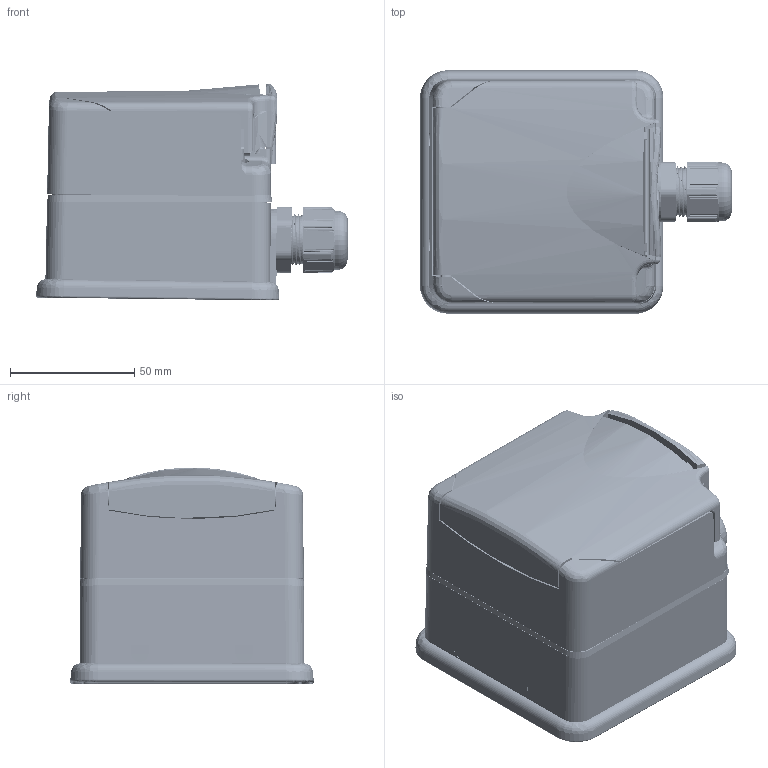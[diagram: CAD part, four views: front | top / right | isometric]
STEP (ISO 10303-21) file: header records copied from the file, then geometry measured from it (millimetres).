
FILE_DESCRIPTION(('CATIA V5 STEP Exchange','CAx-IF Rec.Pracs.--- Model Styling and Organization---1.5--- 2016-08-15','CAx-IF Rec.Pracs.---Supplemental Geometry---1.0---2011-11-01','CAx-IF Rec.Pracs.--- Composite Materials ---1.1---2010-07-15'),'2;1');
FILE_NAME('090472.stp','2022-07-01T06:17:45+00:00',('none'),('none'),'CATIA Version 5-6 Release 2020 SP3','CATIA V5 STEP AP214 v2','none');
FILE_SCHEMA(('AUTOMOTIVE_DESIGN { 1 0 10303 214 1 1 1 1 }'));
Length unit declared in the file: millimetre
Products named in the file (1): 090472
Bounding box: 125.53 x 97.94 x 87.29 mm (x, y, z)
Volume: 232877.4 mm3; surface area: 235582.3 mm2
Topology: 39 solids, 39 shells, 9491 faces, 25767 edges, 16401 vertices
Faces by surface type: plane 4509, cylinder 1956, bspline 1540, cone 976, torus 319, sphere 118, revolution 54, extrusion 19
Entity records: 350098 total; most frequent: CARTESIAN_POINT 143082, ORIENTED_EDGE 51238, DIRECTION 28352, EDGE_CURVE 25619, VERTEX_POINT 16401, VECTOR 12131, LINE 12112, AXIS2_PLACEMENT_3D 10194
